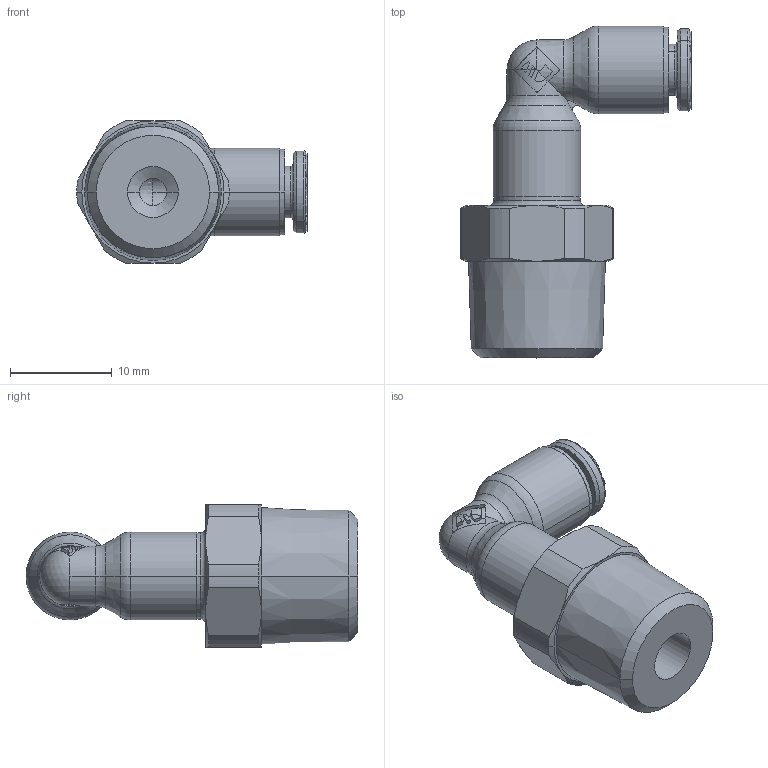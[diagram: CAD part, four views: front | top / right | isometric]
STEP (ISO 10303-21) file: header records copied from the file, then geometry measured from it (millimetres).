
FILE_DESCRIPTION(('STEP AP214'),'1');
FILE_NAME('6809_04_13.stp','2016-07-07T14:43:03',('TraceParts'),('TraceParts S.A.'),'Spatial InterOp 3D',' ',' ');
FILE_SCHEMA(('automotive_design'));
Length unit declared in the file: millimetre
Products named in the file (6): 44104-64_ASM-1/44104-26-1-solid1; 44310-15-69_2-1-solid1; 44104-64_ASM-1/44124-20-1-solid1; 44524-02-1-solid1; 44104-64_ASM-1/44104-27-1-solid1; 44104-64_ASM-1/44104-1-solid1
Bounding box: 22.69 x 32.67 x 14 mm (x, y, z)
Volume: 2816.8 mm3; surface area: 3188.5 mm2
Topology: 6 solids, 6 shells, 777 faces, 2019 edges, 1271 vertices
Faces by surface type: plane 232, bspline 169, cylinder 156, cone 108, torus 102, sphere 10
Entity records: 33880 total; most frequent: CARTESIAN_POINT 9608, ORIENTED_EDGE 4026, DIRECTION 3354, EDGE_CURVE 2013, AXIS2_PLACEMENT_3D 1279, VERTEX_POINT 1270, EDGE_LOOP 811, LINE 796
